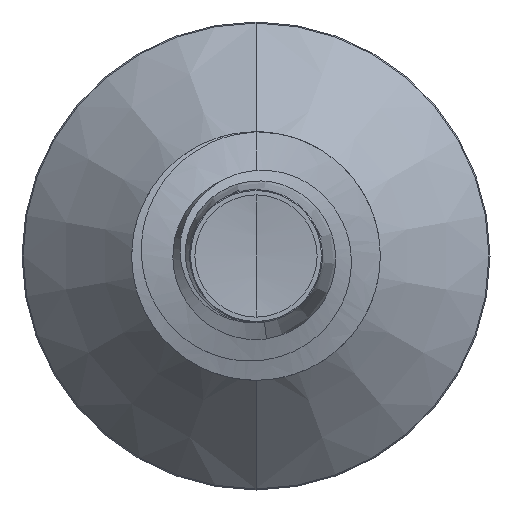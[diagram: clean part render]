
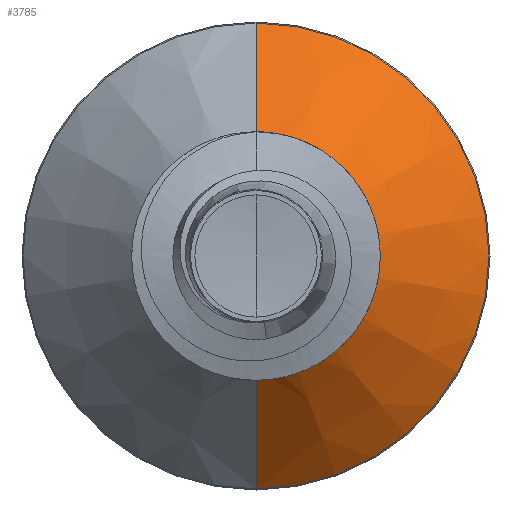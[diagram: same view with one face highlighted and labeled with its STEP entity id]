
A CAD part, front view. The second image highlights one B-rep face of the part: STEP entity #3785.
In plain terms, the highlighted conical face has half-angle 45 degrees and reference radius 2.744 mm.
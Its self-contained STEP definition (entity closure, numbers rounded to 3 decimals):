
#77 = CARTESIAN_POINT ( 'NONE',  ( 0., 9.124, -5.624 ) ) ;
#186 = AXIS2_PLACEMENT_3D ( 'NONE', #9234, #9389, #8963 ) ;
#353 = DIRECTION ( 'NONE',  ( 0., 0., 1. ) ) ;
#364 = DIRECTION ( 'NONE',  ( 0., 1., 0. ) ) ;
#383 = CARTESIAN_POINT ( 'NONE',  ( 0., 6.245, 0. ) ) ;
#1385 = ORIENTED_EDGE ( 'NONE', *, *, #5321, .F. ) ;
#1557 = ORIENTED_EDGE ( 'NONE', *, *, #2215, .T. ) ;
#1803 = AXIS2_PLACEMENT_3D ( 'NONE', #383, #364, #353 ) ;
#2057 = LINE ( 'NONE', #6937, #7373 ) ;
#2215 = EDGE_CURVE ( 'NONE', #7607, #11288, #8642, .T. ) ;
#2793 = VERTEX_POINT ( 'NONE', #77 ) ;
#3187 = EDGE_CURVE ( 'NONE', #11288, #2793, #9619, .T. ) ;
#3785 = ADVANCED_FACE ( 'NONE', ( #8889 ), #8264, .T. ) ;
#4134 = AXIS2_PLACEMENT_3D ( 'NONE', #5401, #5352, #5306 ) ;
#4558 = CARTESIAN_POINT ( 'NONE',  ( 0., 9.124, 5.624 ) ) ;
#5306 = DIRECTION ( 'NONE',  ( 0., 0., 1. ) ) ;
#5321 = EDGE_CURVE ( 'NONE', #8988, #2793, #9928, .T. ) ;
#5352 = DIRECTION ( 'NONE',  ( 0., 1., 0. ) ) ;
#5401 = CARTESIAN_POINT ( 'NONE',  ( 0., 9.124, 0. ) ) ;
#6242 = EDGE_CURVE ( 'NONE', #7607, #8988, #2057, .T. ) ;
#6924 = DIRECTION ( 'NONE',  ( 0., 0.707, 0.707 ) ) ;
#6937 = CARTESIAN_POINT ( 'NONE',  ( 0., 6.245, 2.745 ) ) ;
#7373 = VECTOR ( 'NONE', #6924, 1000. ) ;
#7391 = EDGE_LOOP ( 'NONE', ( #1557, #9243, #1385, #10367 ) ) ;
#7607 = VERTEX_POINT ( 'NONE', #9362 ) ;
#8264 = CONICAL_SURFACE ( 'NONE', #186, 2.745, 0.785 ) ;
#8642 = CIRCLE ( 'NONE', #1803, 2.745 ) ;
#8889 = FACE_OUTER_BOUND ( 'NONE', #7391, .T. ) ;
#8963 = DIRECTION ( 'NONE',  ( 0., 0., 1. ) ) ;
#8988 = VERTEX_POINT ( 'NONE', #4558 ) ;
#9234 = CARTESIAN_POINT ( 'NONE',  ( 0., 6.245, 0. ) ) ;
#9243 = ORIENTED_EDGE ( 'NONE', *, *, #3187, .T. ) ;
#9362 = CARTESIAN_POINT ( 'NONE',  ( 0., 6.245, 2.745 ) ) ;
#9389 = DIRECTION ( 'NONE',  ( 0., 1., 0. ) ) ;
#9619 = LINE ( 'NONE', #10343, #10276 ) ;
#9928 = CIRCLE ( 'NONE', #4134, 5.624 ) ;
#10028 = CARTESIAN_POINT ( 'NONE',  ( 0., 6.245, -2.745 ) ) ;
#10271 = DIRECTION ( 'NONE',  ( 0., 0.707, -0.707 ) ) ;
#10276 = VECTOR ( 'NONE', #10271, 1000. ) ;
#10343 = CARTESIAN_POINT ( 'NONE',  ( 0., 6.245, -2.745 ) ) ;
#10367 = ORIENTED_EDGE ( 'NONE', *, *, #6242, .F. ) ;
#11288 = VERTEX_POINT ( 'NONE', #10028 ) ;
